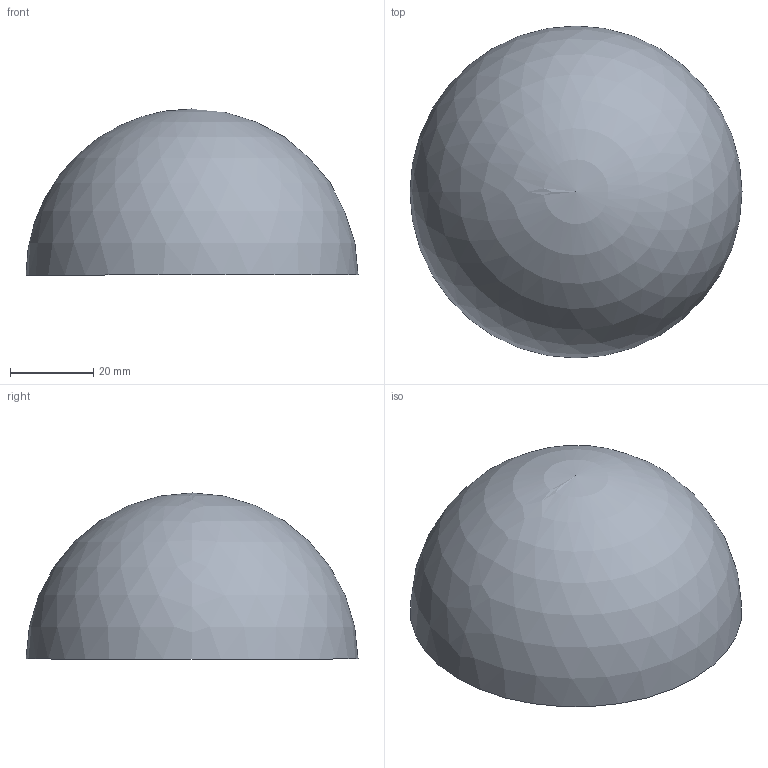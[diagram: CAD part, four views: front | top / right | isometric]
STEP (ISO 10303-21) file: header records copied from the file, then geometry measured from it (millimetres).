
FILE_DESCRIPTION (( 'STEP AP203' ), '1' );
FILE_NAME ('620080.step', '2020-07-15T11:51:50', ( '' ), ( '' ), 'SwSTEP 2.0', 'SolidWorks 2018', '' );
FILE_SCHEMA (( 'CONFIG_CONTROL_DESIGN' ));
Length unit declared in the file: millimetre
Products named in the file (1): 620080
Bounding box: 80 x 80 x 40 mm (x, y, z)
Volume: 19117.5 mm3; surface area: 19620.1 mm2
Topology: 1 solids, 1 shells, 196 faces, 518 edges, 346 vertices
Faces by surface type: bspline 107, plane 64, sphere 25
Entity records: 10750 total; most frequent: CARTESIAN_POINT 6437, ORIENTED_EDGE 1028, DIRECTION 610, EDGE_CURVE 514, VERTEX_POINT 344, EDGE_LOOP 220, AXIS2_PLACEMENT_3D 220, B_SPLINE_CURVE_WITH_KNOTS 214
